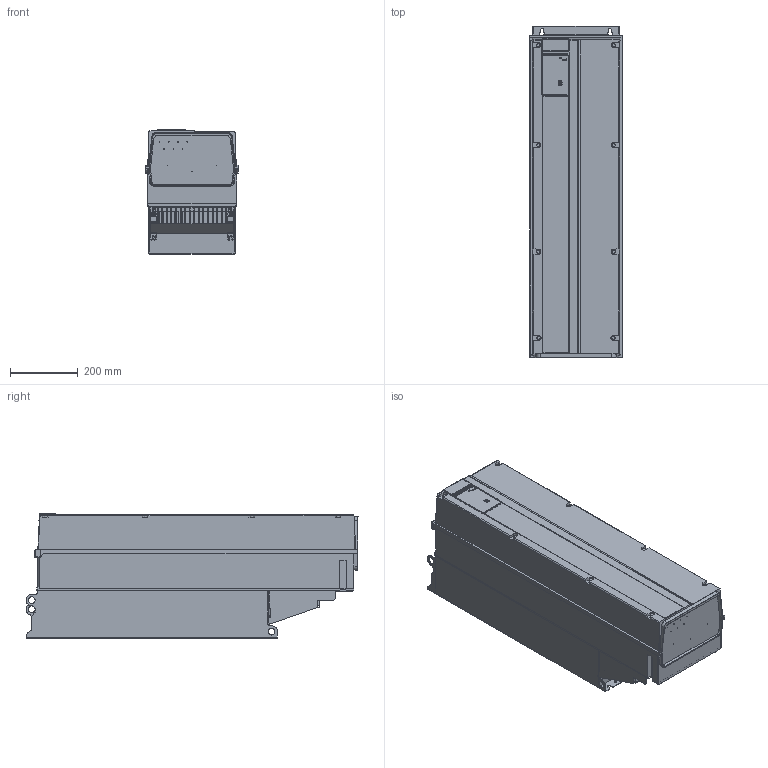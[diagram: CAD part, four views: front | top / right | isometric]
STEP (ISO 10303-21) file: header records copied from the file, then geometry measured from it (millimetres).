
FILE_DESCRIPTION((''),'2;1');
FILE_NAME('OUT_FB08','2025-10-31T09:07:08',('U388355'),('Danfoss Drives'),'CREO PARAMETRIC BY PTC INC, 2024133','CREO PARAMETRIC BY PTC INC, 2024133','');
FILE_SCHEMA(('CONFIG_CONTROL_DESIGN','GEOMETRIC_VALIDATION_PROPERTIES_MIM'));
Products named in the file (1): OUT_FB08
Bounding box: 273.82 x 981.39 x 366.93 mm (x, y, z)
Volume: 78708556.1 mm3; surface area: 1758719.3 mm2
Topology: 1 solids, 1 shells, 1453 faces, 4004 edges, 2590 vertices
Faces by surface type: plane 809, cylinder 481, extrusion 77, bspline 62, cone 14, torus 10
Entity records: 54910 total; most frequent: CARTESIAN_POINT 16787, ORIENTED_EDGE 8008, DIRECTION 7056, EDGE_CURVE 4004, VECTOR 2760, LINE 2683, VERTEX_POINT 2590, AXIS2_PLACEMENT_3D 2148
